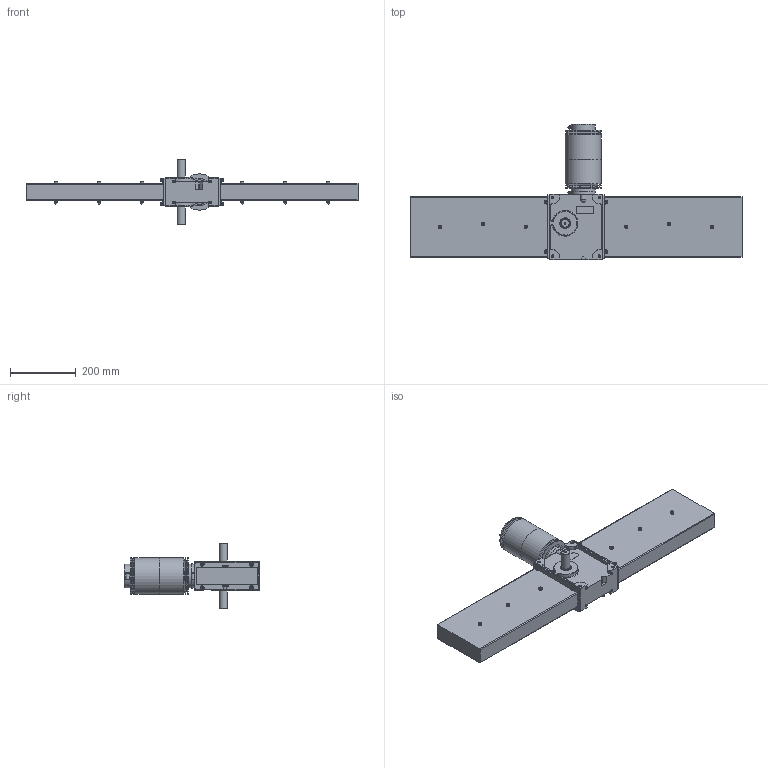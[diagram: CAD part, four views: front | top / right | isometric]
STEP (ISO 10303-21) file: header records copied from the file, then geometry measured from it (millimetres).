
FILE_DESCRIPTION(/* description */ ('STEP AP214'),/* implementation_level */ '2;1');
FILE_NAME(/* name */ 'ZCA45N150ET-J1',/* time_stamp */ '2023-09-22T16:19:23+02:00',/* author */ ('License CC BY-ND 4.0'),/* organization */ ('CADENAS'),/* preprocessor_version */ 'ST-DEVELOPER v19.3',/* originating_system */ 'PARTsolutions',/* authorisation */ ' ');
FILE_SCHEMA (('AUTOMOTIVE_DESIGN {1 0 10303 214 3 1 1}'));
Length unit declared in the file: millimetre
Products named in the file (6): ZCA45N150ET-J1; ZCA45-1500_bellows2; ZCA45-1500_bellows; ZCA45150_hr; ZCA45150_hl; ZCA45T-J1_ds+is
Assembly tree (5 placements, depth 2):
  ZCA45N150ET-J1
    ZCA45-1500_bellows2
    ZCA45-1500_bellows
    ZCA45150_hr
    ZCA45150_hl
    ZCA45T-J1_ds+is
Bounding box: 1008 x 410 x 200 mm (x, y, z)
Volume: 12202960.8 mm3; surface area: 783703.1 mm2
Topology: 5 solids, 5 shells, 770 faces, 1876 edges, 1210 vertices
Faces by surface type: plane 422, cylinder 215, cone 105, torus 20, sphere 8
Full cylindrical faces by diameter (mm): 4.917 x2, 6.647 x22, 8.5 x2, 8.6 x6, 10 x22, 11.5 x2, 12.2 x4, 12.5 x8, 13 x3, 13.5 x3, 25 x2, 30 x2, 32 x2, 40.24 x2, 52 x2, 54.605 x2, 69.9 x1, 70 x1, 72 x2, 73.6 x1, 110 x4
Entity records: 21411 total; most frequent: CARTESIAN_POINT 3872, DIRECTION 3668, ORIENTED_EDGE 3258, EDGE_CURVE 1629, AXIS2_PLACEMENT_3D 1345, VERTEX_POINT 1179, FACE_BOUND 1080, EDGE_LOOP 1060
